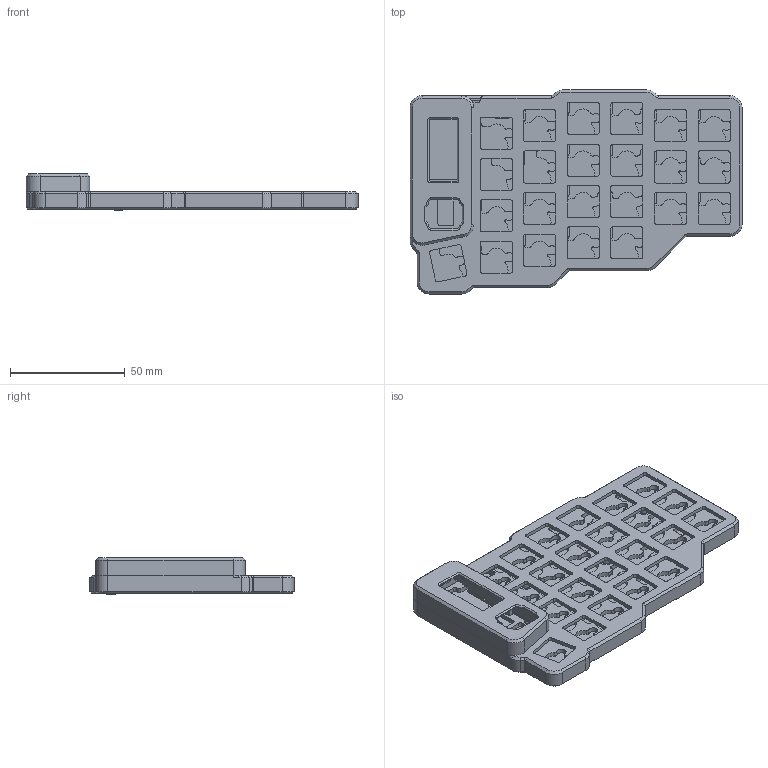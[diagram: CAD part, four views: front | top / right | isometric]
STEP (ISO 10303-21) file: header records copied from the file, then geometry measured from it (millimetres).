
FILE_DESCRIPTION(('HOOPS Exchange Step'),'2;1');
FILE_NAME('temp_export','2023-08-28T14:09:58+10:-30',('mobile'),('Shapr3D Limited'),'HOOPS Exchange 2023.2','Shapr3D','Authorized');
FILE_SCHEMA( ('AUTOMOTIVE_DESIGN { 1 0 10303 214 1 1 1 1 }') );
Length unit declared in the file: millimetre
Products named in the file (1): root
Bounding box: 144.45 x 88.83 x 15.79 mm (x, y, z)
Volume: 45164.1 mm3; surface area: 53014 mm2
Topology: 6 solids, 6 shells, 1554 faces, 4385 edges, 2892 vertices
Faces by surface type: cylinder 835, plane 639, cone 80
Full cylindrical faces by diameter (mm): 2 x5, 2.25 x5, 3.6 x1, 4 x11, 6.2 x2, 9.5 x4
Entity records: 51080 total; most frequent: DIRECTION 9306, CARTESIAN_POINT 8891, ORIENTED_EDGE 8770, EDGE_CURVE 4385, AXIS2_PLACEMENT_3D 3386, VERTEX_POINT 2892, VECTOR 2534, LINE 2534
